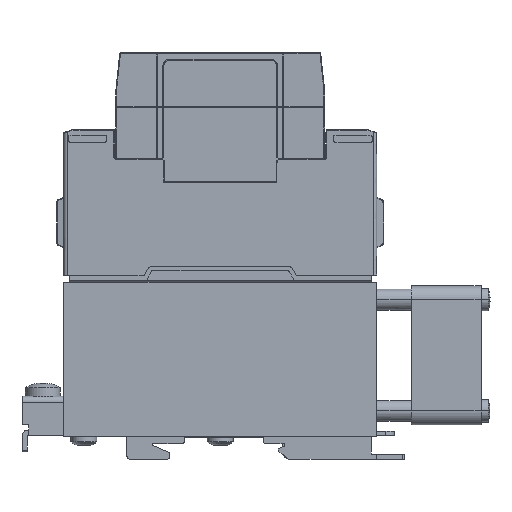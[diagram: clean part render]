
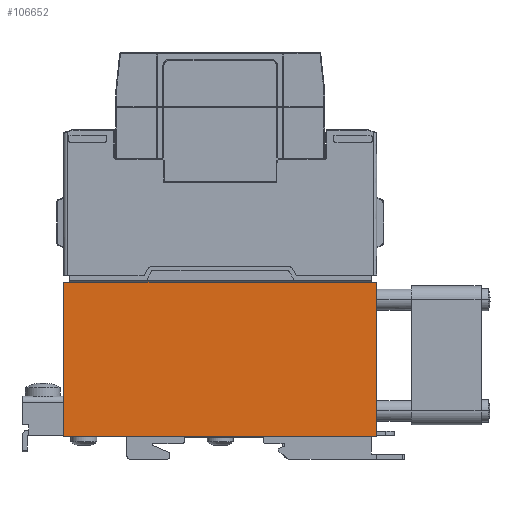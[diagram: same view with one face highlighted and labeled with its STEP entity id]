
A CAD part, left-side view. The second image highlights one B-rep face of the part: STEP entity #106652.
In plain terms, the highlighted face is planar.
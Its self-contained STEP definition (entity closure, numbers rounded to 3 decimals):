
#105085=CARTESIAN_POINT('',(27.864,0.939,43.651));
#105086=VERTEX_POINT('',#105085);
#105093=CARTESIAN_POINT('',(27.864,45.239,43.651));
#105094=VERTEX_POINT('',#105093);
#105095=CARTESIAN_POINT('',(27.864,45.239,43.651));
#105096=DIRECTION('',(0.0,-1.0,0.0));
#105097=VECTOR('',#105096,44.3);
#105098=LINE('',#105095,#105097);
#105099=EDGE_CURVE('',#105094,#105086,#105098,.T.);
#105623=CARTESIAN_POINT('',(27.864,45.239,-46.349));
#105624=VERTEX_POINT('',#105623);
#105631=CARTESIAN_POINT('',(27.864,0.939,-46.349));
#105632=VERTEX_POINT('',#105631);
#105633=CARTESIAN_POINT('',(27.864,45.239,-46.349));
#105634=DIRECTION('',(0.0,-1.0,0.0));
#105635=VECTOR('',#105634,44.3);
#105636=LINE('',#105633,#105635);
#105637=EDGE_CURVE('',#105624,#105632,#105636,.T.);
#106210=CARTESIAN_POINT('',(27.864,0.939,-46.349));
#106211=DIRECTION('',(0.0,0.0,1.0));
#106212=VECTOR('',#106211,90.);
#106213=LINE('',#106210,#106212);
#106214=EDGE_CURVE('',#105086,#105632,#106213,.F.);
#106636=CARTESIAN_POINT('',(27.864,45.239,-46.349));
#106637=DIRECTION('',(1.0,0.0,0.0));
#106638=DIRECTION('',(0.0,1.0,0.0));
#106639=AXIS2_PLACEMENT_3D('',#106636,#106637,#106638);
#106640=PLANE('',#106639);
#106641=ORIENTED_EDGE('',*,*,#105637,.F.);
#106642=CARTESIAN_POINT('',(27.864,45.239,-46.349));
#106643=DIRECTION('',(0.0,0.0,1.0));
#106644=VECTOR('',#106643,90.);
#106645=LINE('',#106642,#106644);
#106646=EDGE_CURVE('',#105624,#105094,#106645,.T.);
#106647=ORIENTED_EDGE('',*,*,#106646,.T.);
#106648=ORIENTED_EDGE('',*,*,#105099,.T.);
#106649=ORIENTED_EDGE('',*,*,#106214,.T.);
#106650=EDGE_LOOP('',(#106641,#106647,#106648,#106649));
#106651=FACE_OUTER_BOUND('',#106650,.T.);
#106652=ADVANCED_FACE('',(#106651),#106640,.T.);
